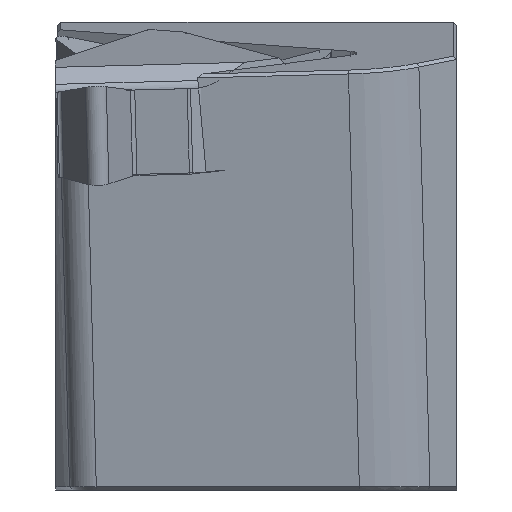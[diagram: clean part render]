
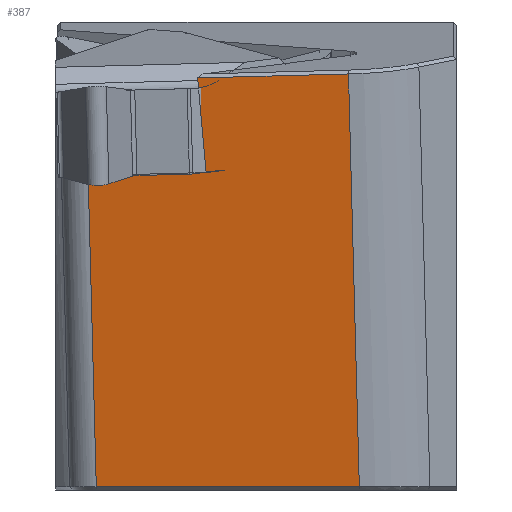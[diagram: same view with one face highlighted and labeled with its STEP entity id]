
A CAD part, left-side view. The second image highlights one B-rep face of the part: STEP entity #387.
In plain terms, the highlighted planar face has unit normal (-0.985, -0.004, -0.174).
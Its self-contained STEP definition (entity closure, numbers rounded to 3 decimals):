
#387=ADVANCED_FACE('',(#504),#455,.F.);
#455=PLANE('',#1605);
#504=FACE_OUTER_BOUND('',#574,.T.);
#574=EDGE_LOOP('',(#977,#978,#979,#980,#981,#982));
#675=LINE('',#2149,#810);
#676=LINE('',#2158,#811);
#677=LINE('',#2161,#812);
#678=LINE('',#2163,#813);
#679=LINE('',#2165,#814);
#680=LINE('',#2166,#815);
#810=VECTOR('',#1764,1.);
#811=VECTOR('',#1769,1.);
#812=VECTOR('',#1770,1.);
#813=VECTOR('',#1771,1.);
#814=VECTOR('',#1772,1.);
#815=VECTOR('',#1773,1.);
#977=ORIENTED_EDGE('',*,*,#1443,.T.);
#978=ORIENTED_EDGE('',*,*,#1444,.T.);
#979=ORIENTED_EDGE('',*,*,#1445,.T.);
#980=ORIENTED_EDGE('',*,*,#1446,.T.);
#981=ORIENTED_EDGE('',*,*,#1440,.F.);
#982=ORIENTED_EDGE('',*,*,#1447,.T.);
#1312=VERTEX_POINT('',#2150);
#1313=VERTEX_POINT('',#2151);
#1314=VERTEX_POINT('',#2159);
#1315=VERTEX_POINT('',#2160);
#1316=VERTEX_POINT('',#2162);
#1317=VERTEX_POINT('',#2164);
#1440=EDGE_CURVE('',#1312,#1313,#675,.T.);
#1443=EDGE_CURVE('',#1314,#1315,#676,.T.);
#1444=EDGE_CURVE('',#1315,#1316,#677,.T.);
#1445=EDGE_CURVE('',#1316,#1317,#678,.T.);
#1446=EDGE_CURVE('',#1317,#1313,#679,.T.);
#1447=EDGE_CURVE('',#1312,#1314,#680,.T.);
#1605=AXIS2_PLACEMENT_3D('',#2167,#1774,#1775);
#1764=DIRECTION('',(-0.174,0.026,0.984));
#1769=DIRECTION('',(-0.174,0.026,0.984));
#1770=DIRECTION('',(0.,1.,-0.026));
#1771=DIRECTION('',(0.173,-0.088,-0.981));
#1772=DIRECTION('',(0.,1.,-0.026));
#1773=DIRECTION('',(0.005,-1.,0.));
#1774=DIRECTION('',(0.985,0.005,0.174));
#1775=DIRECTION('',(0.174,0.,-0.985));
#2149=CARTESIAN_POINT('',(5.904,-1.399,-19.155));
#2150=CARTESIAN_POINT('',(4.624,-1.209,-11.902));
#2151=CARTESIAN_POINT('',(2.983,-0.966,-2.596));
#2158=CARTESIAN_POINT('',(5.904,-9.262,-18.949));
#2159=CARTESIAN_POINT('',(4.661,-9.077,-11.902));
#2160=CARTESIAN_POINT('',(2.483,-8.754,0.445));
#2161=CARTESIAN_POINT('',(2.483,-8.754,0.445));
#2162=CARTESIAN_POINT('',(2.483,-4.24,0.327));
#2163=CARTESIAN_POINT('',(5.854,-5.954,-18.754));
#2164=CARTESIAN_POINT('',(2.983,-4.495,-2.503));
#2165=CARTESIAN_POINT('',(2.983,-0.966,-2.596));
#2166=CARTESIAN_POINT('',(4.624,-1.212,-11.902));
#2167=CARTESIAN_POINT('',(5.904,-1.399,-19.155));
